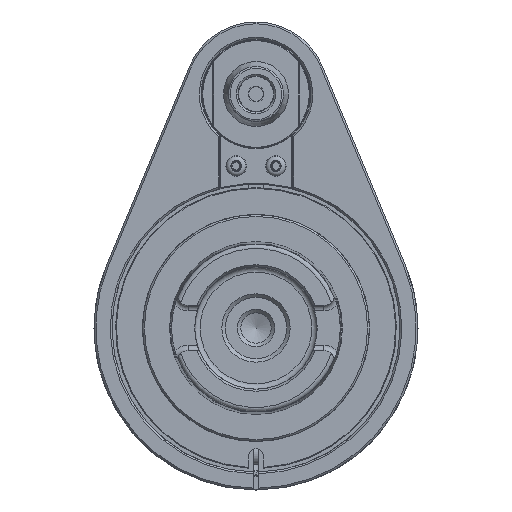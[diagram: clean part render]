
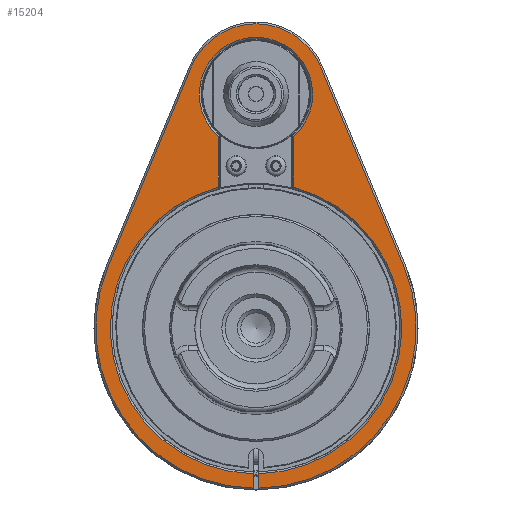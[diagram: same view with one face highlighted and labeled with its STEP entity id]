
A CAD part, front view. The second image highlights one B-rep face of the part: STEP entity #15204.
In plain terms, the highlighted planar face has unit normal (0, -1, 0).
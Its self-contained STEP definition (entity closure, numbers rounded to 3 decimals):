
#626=LINE('',#22487,#1716);
#811=LINE('',#28556,#1901);
#854=LINE('',#28792,#1944);
#855=LINE('',#28796,#1945);
#856=LINE('',#28801,#1946);
#857=LINE('',#28804,#1947);
#1716=VECTOR('',#17822,10.);
#1901=VECTOR('',#18883,10.);
#1944=VECTOR('',#19120,10.);
#1945=VECTOR('',#19123,10.);
#1946=VECTOR('',#19128,10.);
#1947=VECTOR('',#19131,10.);
#3403=FACE_OUTER_BOUND('',#4357,.T.);
#4357=EDGE_LOOP('',(#11171,#11172,#11173,#11174,#11175,#11176,#11177,#11178,
#11179,#11180,#11181,#11182));
#5407=CIRCLE('',#16477,40.5);
#5408=CIRCLE('',#16479,44.5);
#5409=CIRCLE('',#16480,15.75);
#5410=CIRCLE('',#16481,40.5);
#5411=CIRCLE('',#16482,44.5);
#5412=CIRCLE('',#16483,19.5);
#5998=VERTEX_POINT('',#22484);
#5999=VERTEX_POINT('',#22486);
#6349=VERTEX_POINT('',#28551);
#6350=VERTEX_POINT('',#28555);
#6420=VERTEX_POINT('',#28783);
#6421=VERTEX_POINT('',#28789);
#6422=VERTEX_POINT('',#28791);
#6423=VERTEX_POINT('',#28793);
#6424=VERTEX_POINT('',#28795);
#6425=VERTEX_POINT('',#28798);
#6426=VERTEX_POINT('',#28800);
#6427=VERTEX_POINT('',#28802);
#7526=EDGE_CURVE('',#5999,#5998,#626,.T.);
#8065=EDGE_CURVE('',#6349,#6350,#811,.T.);
#8167=EDGE_CURVE('',#6420,#5998,#5407,.T.);
#8168=EDGE_CURVE('',#6421,#5999,#5408,.T.);
#8169=EDGE_CURVE('',#6420,#6422,#854,.T.);
#8170=EDGE_CURVE('',#6423,#6422,#5409,.T.);
#8171=EDGE_CURVE('',#6423,#6424,#855,.T.);
#8172=EDGE_CURVE('',#6350,#6424,#5410,.T.);
#8173=EDGE_CURVE('',#6349,#6425,#5411,.T.);
#8174=EDGE_CURVE('',#6425,#6426,#856,.T.);
#8175=EDGE_CURVE('',#6426,#6427,#5412,.T.);
#8176=EDGE_CURVE('',#6427,#6421,#857,.T.);
#11171=ORIENTED_EDGE('',*,*,#8168,.T.);
#11172=ORIENTED_EDGE('',*,*,#7526,.T.);
#11173=ORIENTED_EDGE('',*,*,#8167,.F.);
#11174=ORIENTED_EDGE('',*,*,#8169,.T.);
#11175=ORIENTED_EDGE('',*,*,#8170,.F.);
#11176=ORIENTED_EDGE('',*,*,#8171,.T.);
#11177=ORIENTED_EDGE('',*,*,#8172,.F.);
#11178=ORIENTED_EDGE('',*,*,#8065,.F.);
#11179=ORIENTED_EDGE('',*,*,#8173,.T.);
#11180=ORIENTED_EDGE('',*,*,#8174,.T.);
#11181=ORIENTED_EDGE('',*,*,#8175,.T.);
#11182=ORIENTED_EDGE('',*,*,#8176,.T.);
#14611=PLANE('',#16478);
#15204=ADVANCED_FACE('',(#3403),#14611,.T.);
#16477=AXIS2_PLACEMENT_3D('',#28787,#19114,#19115);
#16478=AXIS2_PLACEMENT_3D('',#28788,#19116,#19117);
#16479=AXIS2_PLACEMENT_3D('',#28790,#19118,#19119);
#16480=AXIS2_PLACEMENT_3D('',#28794,#19121,#19122);
#16481=AXIS2_PLACEMENT_3D('',#28797,#19124,#19125);
#16482=AXIS2_PLACEMENT_3D('',#28799,#19126,#19127);
#16483=AXIS2_PLACEMENT_3D('',#28803,#19129,#19130);
#17822=DIRECTION('',(0.,0.,1.));
#18883=DIRECTION('',(0.,0.,1.));
#19114=DIRECTION('center_axis',(0.,-1.,0.));
#19115=DIRECTION('ref_axis',(-0.259,0.,0.966));
#19116=DIRECTION('center_axis',(0.,-1.,0.));
#19117=DIRECTION('ref_axis',(1.,0.,0.));
#19118=DIRECTION('center_axis',(0.,-1.,0.));
#19119=DIRECTION('ref_axis',(-0.923,0.,0.385));
#19120=DIRECTION('',(0.,0.,1.));
#19121=DIRECTION('center_axis',(0.,-1.,0.));
#19122=DIRECTION('ref_axis',(0.667,0.,-0.745));
#19123=DIRECTION('',(0.,0.,-1.));
#19124=DIRECTION('center_axis',(0.,-1.,0.));
#19125=DIRECTION('ref_axis',(0.019,0.,-1.));
#19126=DIRECTION('center_axis',(0.,-1.,0.));
#19127=DIRECTION('ref_axis',(0.017,0.,-1.));
#19128=DIRECTION('',(-0.385,0.,0.923));
#19129=DIRECTION('center_axis',(0.,-1.,0.));
#19130=DIRECTION('ref_axis',(0.923,0.,0.385));
#19131=DIRECTION('',(-0.385,0.,-0.923));
#22484=CARTESIAN_POINT('',(-0.75,-8.,-40.493));
#22486=CARTESIAN_POINT('',(-0.75,-8.,-44.493));
#22487=CARTESIAN_POINT('',(-0.75,-8.,-23.501));
#28551=CARTESIAN_POINT('',(0.75,-8.,-44.493));
#28555=CARTESIAN_POINT('',(0.75,-8.,-40.493));
#28556=CARTESIAN_POINT('',(0.75,-8.,-11.654));
#28783=CARTESIAN_POINT('',(-10.5,-8.,39.115));
#28787=CARTESIAN_POINT('Origin',(0.,-8.,0.));
#28788=CARTESIAN_POINT('Origin',(0.,-8.,0.));
#28789=CARTESIAN_POINT('',(-41.077,-8.,17.115));
#28790=CARTESIAN_POINT('Origin',(0.,-8.,0.));
#28791=CARTESIAN_POINT('',(-10.5,-8.,53.261));
#28792=CARTESIAN_POINT('',(-10.5,-8.,23.054));
#28793=CARTESIAN_POINT('',(10.5,-8.,53.261));
#28794=CARTESIAN_POINT('Origin',(0.,-8.,65.));
#28795=CARTESIAN_POINT('',(10.5,-8.,39.115));
#28796=CARTESIAN_POINT('',(10.5,-8.,23.054));
#28797=CARTESIAN_POINT('Origin',(0.,-8.,0.));
#28798=CARTESIAN_POINT('',(41.077,-8.,17.115));
#28799=CARTESIAN_POINT('Origin',(0.,-8.,0.));
#28800=CARTESIAN_POINT('',(18.,-8.,72.5));
#28801=CARTESIAN_POINT('',(35.308,-8.,30.962));
#28802=CARTESIAN_POINT('',(-18.,-8.,72.5));
#28803=CARTESIAN_POINT('Origin',(0.,-8.,65.));
#28804=CARTESIAN_POINT('',(-35.308,-8.,30.962));
